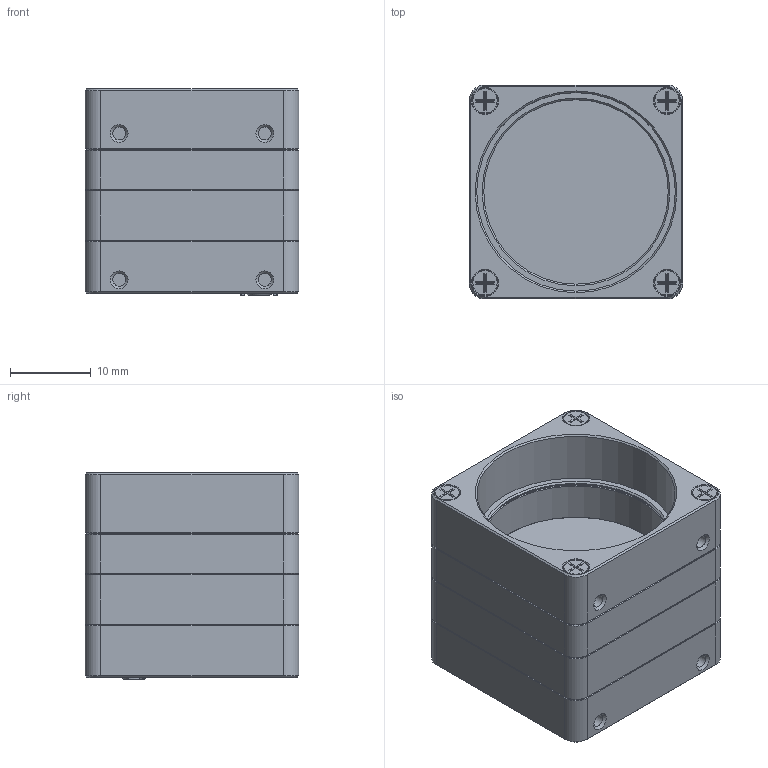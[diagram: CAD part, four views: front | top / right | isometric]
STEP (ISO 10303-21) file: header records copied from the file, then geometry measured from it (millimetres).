
FILE_DESCRIPTION(/* description */ (''),/* implementation_level */ '2;1');
FILE_NAME(/* name */ 'STP-MQ-(MQ003xG-CM)-ASSM.stp',/* time_stamp */ '2020-09-21T15:18:21+02:00',/* author */ (''),/* organization */ (''),/* preprocessor_version */ 'ST-DEVELOPER v16.7',/* originating_system */ 'SIEMENS PLM Software NX 1915',/* authorisation */ '');
FILE_SCHEMA (('AUTOMOTIVE_DESIGN { 1 0 10303 214 3 1 1 1 }'));
Products named in the file (19): CMV300_Glass; MECH-MQ003-GSKT; FLT-BK7-AR2X-D25; MECH-O-RING-22X1-VI370; MECH-MQ-MID-003-CM-REV2; MECH-LIGHTPIPE-1.63X4.14; MECH-EMI-GSKT-1.3X2.3X11; MECH-MQ-THERMAL-PAD; SROB-M2x10-CUST ; MECH-MQ-REAR; SROB-M2x14-CUST; MECH-MQ-CS-C; MECH-MQ-FRONT; CMV300_MODEL; MQ003xG-CM-PCA-LW_MODEL; SUBASSM-MQ-MID-003-CM; SUBASSM-MQ-REAR; SUBASSM-MQ-FRONT; ASSM-MQXXXxG-XX-LW
Assembly tree (27 placements, depth 4):
  ASSM-MQXXXxG-XX-LW
    SUBASSM-MQ-FRONT
      MECH-MQ-FRONT
      MECH-MQ-CS-C
      SROB-M2x14-CUST  x4
    SUBASSM-MQ-REAR
      MECH-MQ-REAR
      SROB-M2x10-CUST   x4
      MECH-MQ-THERMAL-PAD
      MECH-EMI-GSKT-1.3X2.3X11  x2
      MECH-LIGHTPIPE-1.63X4.14  x3
    SUBASSM-MQ-MID-003-CM
      MECH-MQ-MID-003-CM-REV2
      MECH-O-RING-22X1-VI370
      FLT-BK7-AR2X-D25
      MECH-MQ003-GSKT
    MQ003xG-CM-PCA-LW_MODEL
      CMV300_MODEL
        CMV300_Glass
Bounding box: 26.4 x 26.4 x 25.48 mm (x, y, z)
Volume: 9169.7 mm3; surface area: 14059.6 mm2
Topology: 37 solids, 37 shells, 2314 faces, 6057 edges, 3898 vertices
Faces by surface type: plane 1524, cylinder 510, cone 206, bspline 62, torus 10, extrusion 2
Full cylindrical faces by diameter (mm): 0.3 x1, 0.5 x4, 0.512 x3, 0.9 x3, 1.6 x17, 1.9 x8, 2 x16, 3 x8, 3.2 x8, 4.6 x1, 5.07 x1, 21 x1, 21.6 x1, 22.8 x2, 24.4 x1, 24.541 x1, 25 x1, 25.1 x1
Entity records: 67692 total; most frequent: CARTESIAN_POINT 12818, DIRECTION 10578, ORIENTED_EDGE 10494, EDGE_CURVE 5247, VECTOR 3910, LINE 3908, VERTEX_POINT 3472, AXIS2_PLACEMENT_3D 3334
